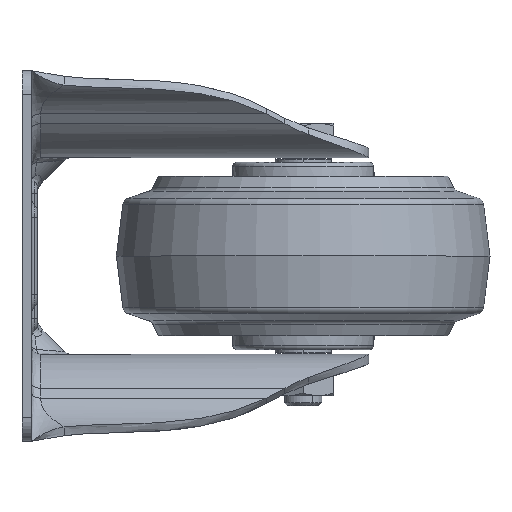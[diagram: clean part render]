
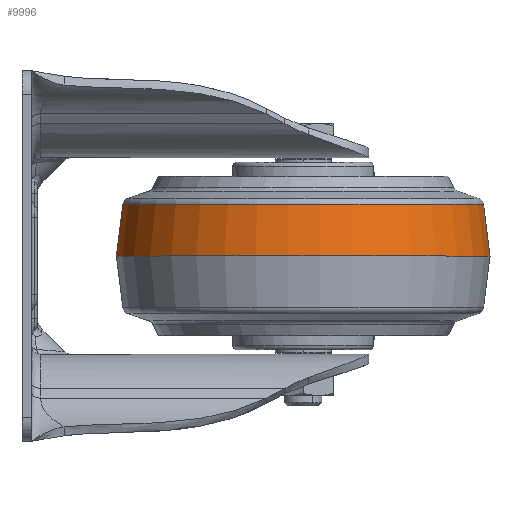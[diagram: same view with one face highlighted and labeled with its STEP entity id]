
A CAD part, left-side view. The second image highlights one B-rep face of the part: STEP entity #9996.
In plain terms, the highlighted conical face has half-angle 7.125 degrees and reference radius 38.5 mm.
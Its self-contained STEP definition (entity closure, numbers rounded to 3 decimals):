
#1003 = EDGE_CURVE ( 'NONE', #4186, #22844, #23830, .T. ) ;
#2258 = DIRECTION ( 'NONE',  ( 0.011, -0.124, -0.992 ) ) ;
#3378 = DIRECTION ( 'NONE',  ( 0., 0., -1. ) ) ;
#3723 = CARTESIAN_POINT ( 'NONE',  ( 3.542, -98.454, 11.062 ) ) ;
#4186 = VERTEX_POINT ( 'NONE', #15931 ) ;
#4397 = VECTOR ( 'NONE', #2258, 1000. ) ;
#4673 = ORIENTED_EDGE ( 'NONE', *, *, #1003, .T. ) ;
#4694 = EDGE_LOOP ( 'NONE', ( #4747, #4673, #24881, #20646 ) ) ;
#4747 = ORIENTED_EDGE ( 'NONE', *, *, #24295, .T. ) ;
#6636 = DIRECTION ( 'NONE',  ( -0.011, 0.124, -0.992 ) ) ;
#7235 = CARTESIAN_POINT ( 'NONE',  ( 0., -60., 12. ) ) ;
#7687 = CARTESIAN_POINT ( 'NONE',  ( 0., -60., 11.062 ) ) ;
#7903 = VERTEX_POINT ( 'NONE', #3723 ) ;
#9996 = ADVANCED_FACE ( 'NONE', ( #19156 ), #12630, .T. ) ;
#11000 = DIRECTION ( 'NONE',  ( 0., 0., -1. ) ) ;
#12630 = CONICAL_SURFACE ( 'NONE', #14248, 38.5, 0.124 ) ;
#13646 = CIRCLE ( 'NONE', #22655, 38.617 ) ;
#13832 = DIRECTION ( 'NONE',  ( 0., 0., -1. ) ) ;
#14248 = AXIS2_PLACEMENT_3D ( 'NONE', #7235, #3378, #22884 ) ;
#14570 = EDGE_CURVE ( 'NONE', #7903, #16893, #16306, .T. ) ;
#15060 = CARTESIAN_POINT ( 'NONE',  ( 0., -60., 0. ) ) ;
#15380 = CIRCLE ( 'NONE', #20726, 40. ) ;
#15931 = CARTESIAN_POINT ( 'NONE',  ( -3.542, -21.546, 11.062 ) ) ;
#16306 = LINE ( 'NONE', #19959, #4397 ) ;
#16893 = VERTEX_POINT ( 'NONE', #21761 ) ;
#17799 = EDGE_CURVE ( 'NONE', #16893, #22844, #15380, .T. ) ;
#18214 = DIRECTION ( 'NONE',  ( 0.092, -0.996, 0. ) ) ;
#19156 = FACE_OUTER_BOUND ( 'NONE', #4694, .T. ) ;
#19959 = CARTESIAN_POINT ( 'NONE',  ( 3.531, -98.338, 12. ) ) ;
#20051 = VECTOR ( 'NONE', #6636, 1000. ) ;
#20646 = ORIENTED_EDGE ( 'NONE', *, *, #14570, .F. ) ;
#20726 = AXIS2_PLACEMENT_3D ( 'NONE', #15060, #11000, #18214 ) ;
#21151 = DIRECTION ( 'NONE',  ( -0.092, 0.996, 0. ) ) ;
#21761 = CARTESIAN_POINT ( 'NONE',  ( 3.669, -99.831, 0. ) ) ;
#22655 = AXIS2_PLACEMENT_3D ( 'NONE', #7687, #13832, #21151 ) ;
#22844 = VERTEX_POINT ( 'NONE', #24381 ) ;
#22884 = DIRECTION ( 'NONE',  ( 0.092, -0.996, 0. ) ) ;
#23701 = CARTESIAN_POINT ( 'NONE',  ( -3.531, -21.662, 12. ) ) ;
#23830 = LINE ( 'NONE', #23701, #20051 ) ;
#24295 = EDGE_CURVE ( 'NONE', #7903, #4186, #13646, .T. ) ;
#24381 = CARTESIAN_POINT ( 'NONE',  ( -3.669, -20.169, 0. ) ) ;
#24881 = ORIENTED_EDGE ( 'NONE', *, *, #17799, .F. ) ;
